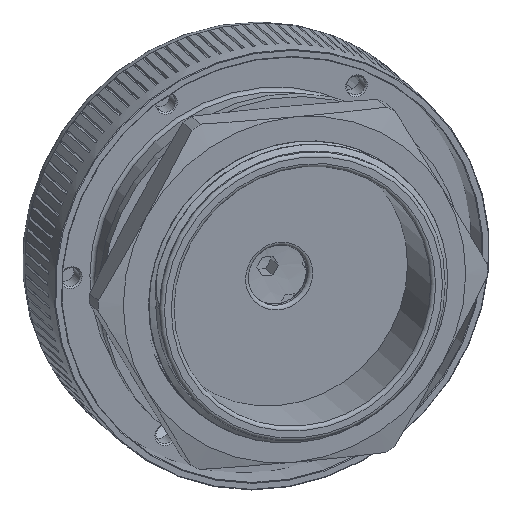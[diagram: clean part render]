
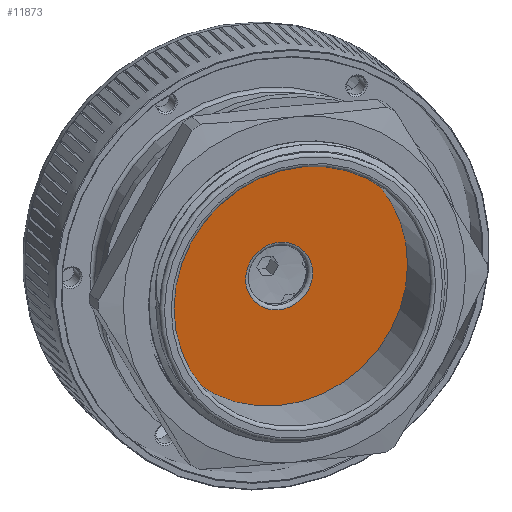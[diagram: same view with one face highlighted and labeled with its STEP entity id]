
A CAD part, top view. The second image highlights one B-rep face of the part: STEP entity #11873.
In plain terms, the highlighted face is planar.
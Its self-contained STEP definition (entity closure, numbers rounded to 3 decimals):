
#359=FACE_BOUND('',#2370,.T.);
#711=CIRCLE('',#12901,17.26);
#712=CIRCLE('',#12903,4.5);
#1515=FACE_OUTER_BOUND('',#2369,.T.);
#2369=EDGE_LOOP('',(#9668));
#2370=EDGE_LOOP('',(#9669));
#5441=VERTEX_POINT('',#20447);
#5442=VERTEX_POINT('',#20450);
#6915=EDGE_CURVE('',#5441,#5441,#711,.T.);
#6916=EDGE_CURVE('',#5442,#5442,#712,.T.);
#9668=ORIENTED_EDGE('',*,*,#6915,.T.);
#9669=ORIENTED_EDGE('',*,*,#6916,.F.);
#11211=PLANE('',#12907);
#11873=ADVANCED_FACE('',(#1515,#359),#11211,.T.);
#12901=AXIS2_PLACEMENT_3D('',#20448,#15807,#15808);
#12903=AXIS2_PLACEMENT_3D('',#20451,#15811,#15812);
#12907=AXIS2_PLACEMENT_3D('',#20457,#15819,#15820);
#15807=DIRECTION('center_axis',(1.,0.,0.));
#15808=DIRECTION('ref_axis',(0.,0.,-1.));
#15811=DIRECTION('center_axis',(1.,0.,0.));
#15812=DIRECTION('ref_axis',(0.,-1.,0.));
#15819=DIRECTION('center_axis',(1.,0.,0.));
#15820=DIRECTION('ref_axis',(0.,0.,-1.));
#20447=CARTESIAN_POINT('',(-10.,17.26,0.));
#20448=CARTESIAN_POINT('Origin',(-10.,0.,0.));
#20450=CARTESIAN_POINT('',(-10.,4.5,0.));
#20451=CARTESIAN_POINT('Origin',(-10.,0.,0.));
#20457=CARTESIAN_POINT('Origin',(-10.,4.,0.));
